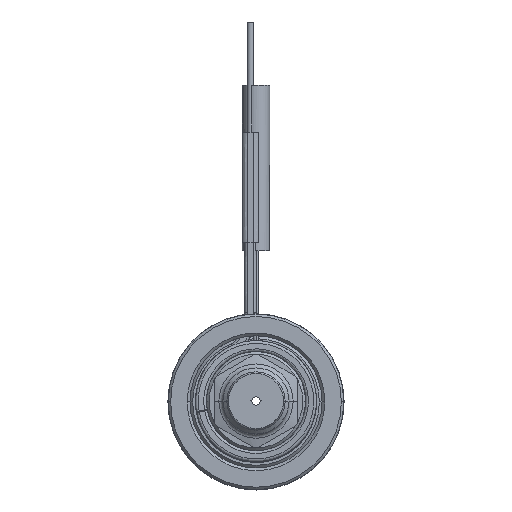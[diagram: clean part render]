
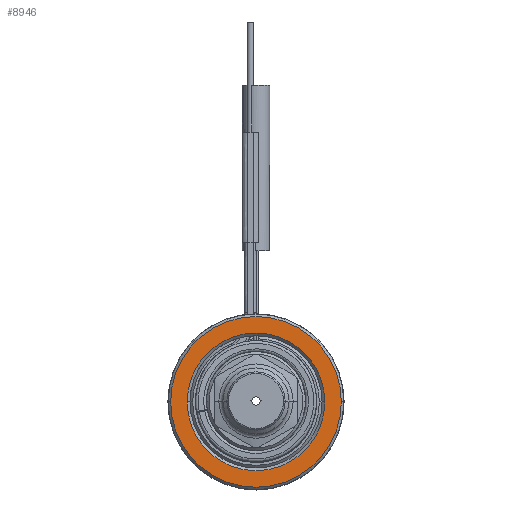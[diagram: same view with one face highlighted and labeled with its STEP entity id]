
A CAD part, top view. The second image highlights one B-rep face of the part: STEP entity #8946.
In plain terms, the highlighted planar face has unit normal (0, 0, 1).
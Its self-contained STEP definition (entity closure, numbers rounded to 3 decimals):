
#1506=CARTESIAN_POINT('',(0.,0.,25.));
#1507=DIRECTION('',(0.,0.,-1.));
#1508=DIRECTION('',(-1.,0.,0.));
#1509=AXIS2_PLACEMENT_3D('',#1506,#1507,#1508);
#1520=CARTESIAN_POINT('',(0.,0.,25.));
#1521=DIRECTION('',(0.,0.,-1.));
#1522=DIRECTION('',(1.,0.,0.));
#1523=AXIS2_PLACEMENT_3D('',#1520,#1521,#1522);
#1534=CARTESIAN_POINT('',(0.,0.,
25.));
#1535=DIRECTION('',(0.,0.,-1.));
#1536=DIRECTION('',(1.,0.,0.));
#1537=AXIS2_PLACEMENT_3D('',#1534,#1535,#1536);
#1548=CARTESIAN_POINT('',(0.,0.,25.));
#1549=DIRECTION('',(0.,0.,-1.));
#1550=DIRECTION('',(-1.,0.,0.));
#1551=AXIS2_PLACEMENT_3D('',#1548,#1549,#1550);
#6439=CARTESIAN_POINT('',(15.5,0.,25.));
#6440=CARTESIAN_POINT('',(-15.5,0.,
25.));
#6441=VERTEX_POINT('',#6439);
#6442=VERTEX_POINT('',#6440);
#6443=CARTESIAN_POINT('',(12.5,0.,25.));
#6444=CARTESIAN_POINT('',(-12.5,0.,25.));
#6445=VERTEX_POINT('',#6443);
#6446=VERTEX_POINT('',#6444);
#8931=CARTESIAN_POINT('',(0.,0.,25.));
#8932=DIRECTION('',(0.,0.,1.));
#8933=DIRECTION('',(-1.,0.,0.));
#8934=AXIS2_PLACEMENT_3D('',#8931,#8932,#8933);
#8935=PLANE('',#8934);
#8936=ORIENTED_EDGE('',*,*,#8913,.T.);
#8937=ORIENTED_EDGE('',*,*,#8898,.T.);
#8938=EDGE_LOOP('',(#8936,#8937));
#8939=FACE_OUTER_BOUND('',#8938,.F.);
#8941=ORIENTED_EDGE('',*,*,#8940,.F.);
#8943=ORIENTED_EDGE('',*,*,#8942,.F.);
#8944=EDGE_LOOP('',(#8941,#8943));
#8945=FACE_BOUND('',#8944,.F.);
#1510=CIRCLE('',#1509,15.5);
#1524=CIRCLE('',#1523,15.5);
#1538=CIRCLE('',#1537,12.5);
#1552=CIRCLE('',#1551,12.5);
#8898=EDGE_CURVE('',#6442,#6441,#1510,.T.);
#8913=EDGE_CURVE('',#6441,#6442,#1524,.T.);
#8940=EDGE_CURVE('',#6445,#6446,#1538,.T.);
#8942=EDGE_CURVE('',#6446,#6445,#1552,.T.);
#8946=ADVANCED_FACE('',(#8939,#8945),#8935,.T.);
